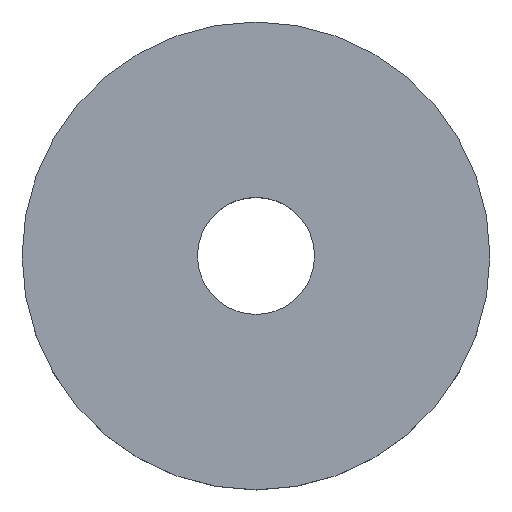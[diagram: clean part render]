
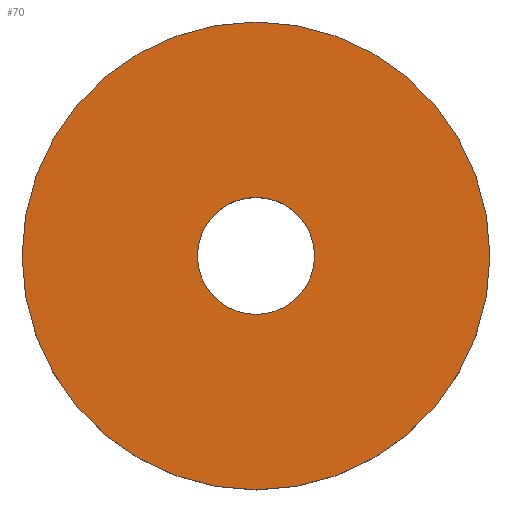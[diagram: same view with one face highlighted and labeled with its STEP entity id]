
A CAD part, top view. The second image highlights one B-rep face of the part: STEP entity #70.
In plain terms, the highlighted planar face has unit normal (0, 0, 1).
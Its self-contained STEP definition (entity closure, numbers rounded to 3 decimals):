
#2 = CARTESIAN_POINT ( 'NONE',  ( 0., 10., 3. ) ) ;
#4 = CIRCLE ( 'NONE', #161, 2.5 ) ;
#27 = FACE_OUTER_BOUND ( 'NONE', #133, .T. ) ;
#28 = EDGE_LOOP ( 'NONE', ( #56 ) ) ;
#31 = DIRECTION ( 'NONE',  ( 0., 1., 0. ) ) ;
#34 = VERTEX_POINT ( 'NONE', #2 ) ;
#35 = VERTEX_POINT ( 'NONE', #160 ) ;
#43 = DIRECTION ( 'NONE',  ( 0., 0., -1. ) ) ;
#47 = EDGE_CURVE ( 'NONE', #34, #34, #74, .T. ) ;
#52 = EDGE_CURVE ( 'NONE', #35, #35, #4, .T. ) ;
#55 = CARTESIAN_POINT ( 'NONE',  ( 0., 0., 3. ) ) ;
#56 = ORIENTED_EDGE ( 'NONE', *, *, #52, .T. ) ;
#68 = ORIENTED_EDGE ( 'NONE', *, *, #47, .F. ) ;
#70 = ADVANCED_FACE ( 'NONE', ( #103, #27 ), #82, .T. ) ;
#74 = CIRCLE ( 'NONE', #77, 10. ) ;
#77 = AXIS2_PLACEMENT_3D ( 'NONE', #55, #141, #123 ) ;
#82 = PLANE ( 'NONE',  #98 ) ;
#86 = DIRECTION ( 'NONE',  ( 0., 0., 1. ) ) ;
#98 = AXIS2_PLACEMENT_3D ( 'NONE', #139, #86, #101 ) ;
#100 = CARTESIAN_POINT ( 'NONE',  ( 0., 0., 3. ) ) ;
#101 = DIRECTION ( 'NONE',  ( 0., -1., 0. ) ) ;
#103 = FACE_BOUND ( 'NONE', #28, .T. ) ;
#123 = DIRECTION ( 'NONE',  ( 0., 1., 0. ) ) ;
#133 = EDGE_LOOP ( 'NONE', ( #68 ) ) ;
#139 = CARTESIAN_POINT ( 'NONE',  ( 0., 2.5, 3. ) ) ;
#141 = DIRECTION ( 'NONE',  ( 0., 0., -1. ) ) ;
#160 = CARTESIAN_POINT ( 'NONE',  ( 0., 2.5, 3. ) ) ;
#161 = AXIS2_PLACEMENT_3D ( 'NONE', #100, #43, #31 ) ;
